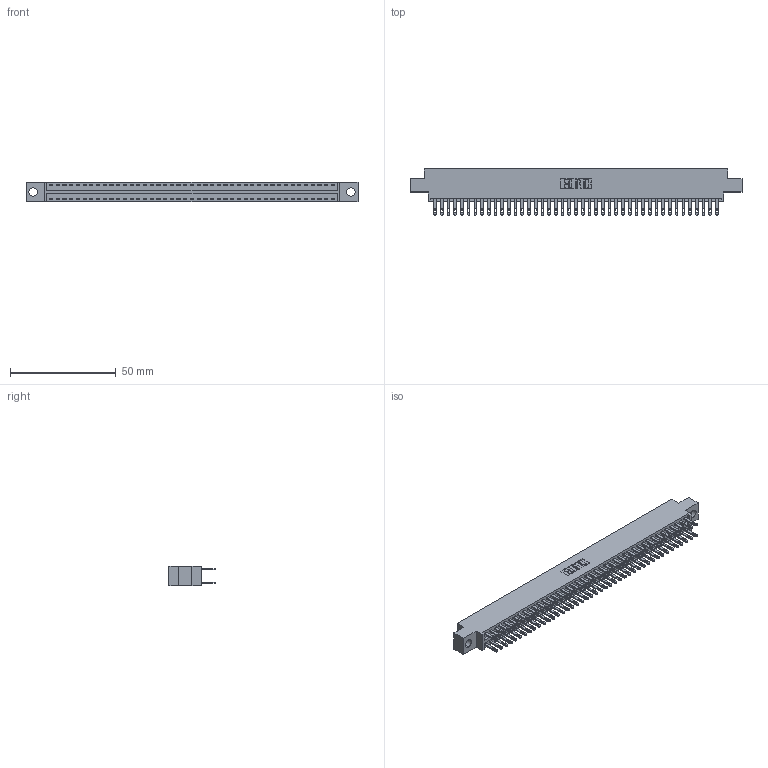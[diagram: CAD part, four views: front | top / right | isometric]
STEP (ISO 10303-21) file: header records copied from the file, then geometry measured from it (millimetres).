
FILE_DESCRIPTION (( 'STEP AP203' ), '1' );
FILE_NAME ('346-086-500-804.STEP', '2022-05-25T21:31:51', ( '' ), ( '' ), 'SwSTEP 2.0', 'SolidWorks 2020', '' );
FILE_SCHEMA (( 'CONFIG_CONTROL_DESIGN' ));
Length unit declared in the file: inch
Products named in the file (3): 346 Part_0.170 Offset - 0.156 Dia-TH; 345-292-001_345-293-100; 346-086-500-804
Assembly tree (87 placements, depth 2):
  346-086-500-804
    346 Part_0.170 Offset - 0.156 Dia-TH
    345-292-001_345-293-100  x86
Bounding box: 157.1 x 21.84 x 9.4 mm (x, y, z)
Volume: 15329.1 mm3; surface area: 22014.2 mm2
Topology: 87 solids, 87 shells, 4268 faces, 13019 edges, 8678 vertices
Faces by surface type: plane 2588, cylinder 1680
Entity records: 28409 total; most frequent: CARTESIAN_POINT 4686, ORIENTED_EDGE 4618, DIRECTION 4181, EDGE_CURVE 2309, LINE 2001, VECTOR 2001, VERTEX_POINT 1538, AXIS2_PLACEMENT_3D 1090
